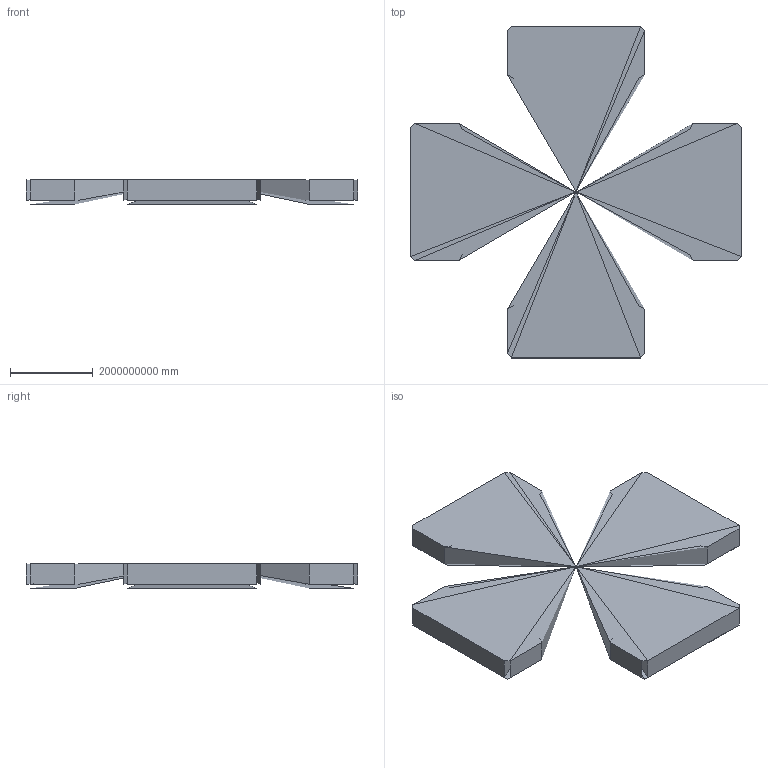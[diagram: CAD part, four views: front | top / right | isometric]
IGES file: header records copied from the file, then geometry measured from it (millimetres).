
Start section: C
Global section: file name: 7448944xxx.igs; native system: By Siemens PLM Incorporated; preprocessor: XPlus GENERIC/IGES 17.0.49; author: Author; organization: Title; date: 20151118.125741; units: millimetre
Bounding box: 8000000000 x 8000000000 x 600001202 mm (x, y, z)
Volume: 1049.7 mm3; surface area: 390.7 mm2
Topology: 8 solids, 19 shells, 220 faces, 535 edges, 325 vertices
Faces by surface type: bspline 220
